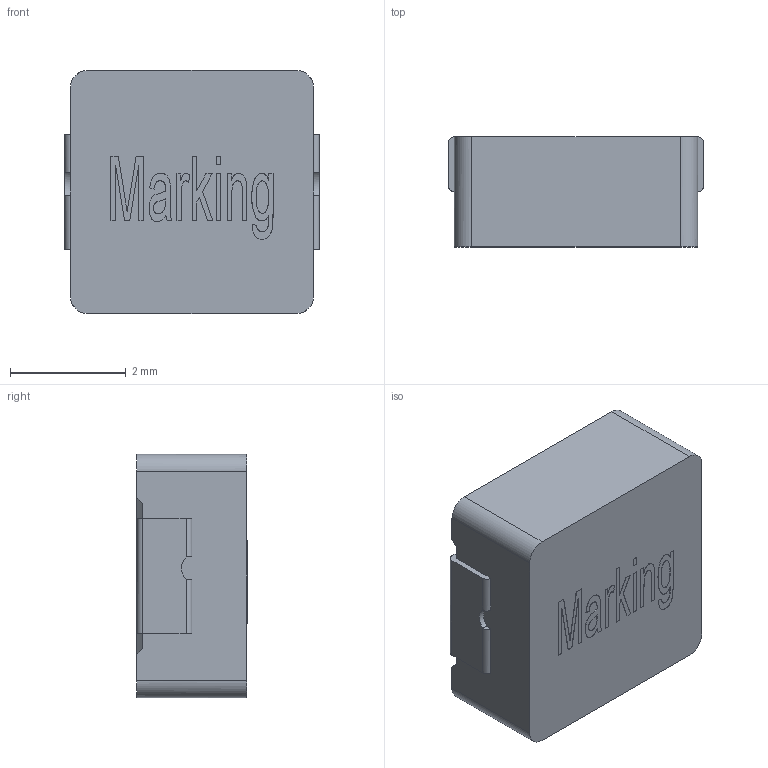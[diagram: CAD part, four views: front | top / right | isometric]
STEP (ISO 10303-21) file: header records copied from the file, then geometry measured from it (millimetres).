
FILE_DESCRIPTION(/* description */ (''),/* implementation_level */ '2;1');
FILE_NAME(/* name */ 'SRP402~2',/* time_stamp */ '2020-07-02T18:50:59-04:00',/* author */ (''),/* organization */ (''),/* preprocessor_version */ 'ST-DEVELOPER v16.5',/* originating_system */ '',/* authorisation */ '');
FILE_SCHEMA (('AUTOMOTIVE_DESIGN'));
Length unit declared in the file: millimetre
Products named in the file (1): Document
Bounding box: 4.4 x 1.91 x 4.2 mm (x, y, z)
Volume: 34.8 mm3; surface area: 107 mm2
Topology: 12 solids, 12 shells, 222 faces, 576 edges, 378 vertices
Faces by surface type: bspline 222
Entity records: 15118 total; most frequent: CARTESIAN_POINT 7648, B_SPLINE_CURVE_WITH_KNOTS 1570, ORIENTED_EDGE 1152, PCURVE 1152, DEFINITIONAL_REPRESENTATION 1152, SURFACE_CURVE 576, EDGE_CURVE 576, VERTEX_POINT 378
